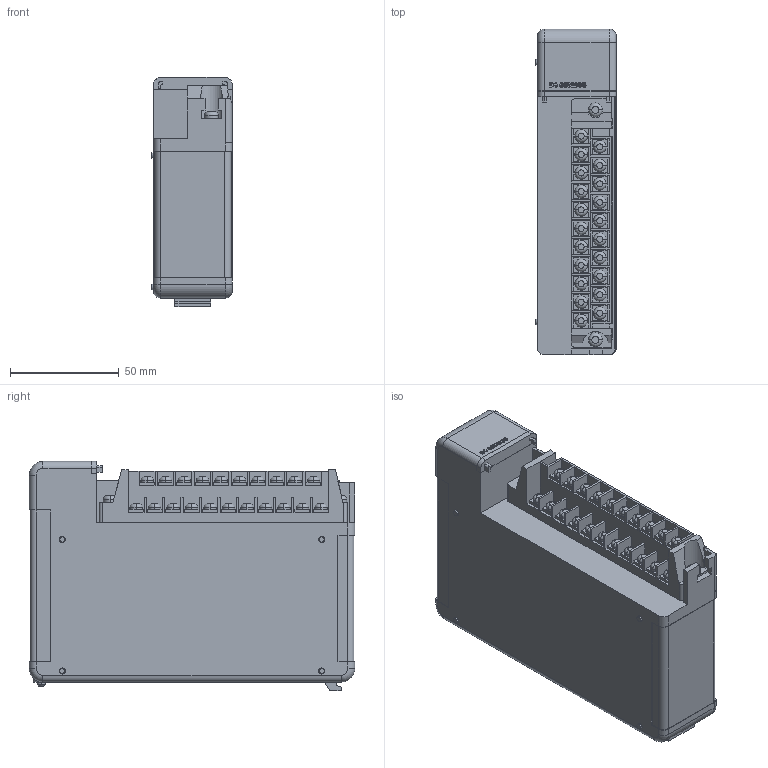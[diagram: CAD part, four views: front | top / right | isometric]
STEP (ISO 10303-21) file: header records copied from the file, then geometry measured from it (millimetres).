
FILE_DESCRIPTION (( 'STEP AP214' ), '1' );
FILE_NAME ('D4-08ND3S.step', '2014-09-23T18:02:34', ( '' ), ( '' ), 'SwSTEP 2.0', 'SolidWorks 2014', '' );
FILE_SCHEMA (( 'AUTOMOTIVE_DESIGN' ));
Length unit declared in the file: inch
Products named in the file (1): D4-08ND3S
Bounding box: 36.96 x 149.99 x 105.56 mm (x, y, z)
Volume: 450851.5 mm3; surface area: 56024.7 mm2
Topology: 15 solids, 15 shells, 631 faces, 1579 edges, 1032 vertices
Faces by surface type: plane 412, cylinder 86, bspline 69, torus 54, cone 10
Entity records: 27201 total; most frequent: CARTESIAN_POINT 7058, ORIENTED_EDGE 3158, DIRECTION 2848, EDGE_CURVE 1579, LINE 1146, VECTOR 1146, VERTEX_POINT 1032, AXIS2_PLACEMENT_3D 851
